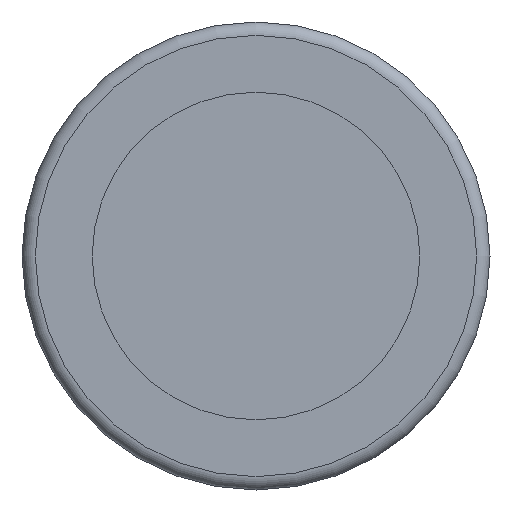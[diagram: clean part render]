
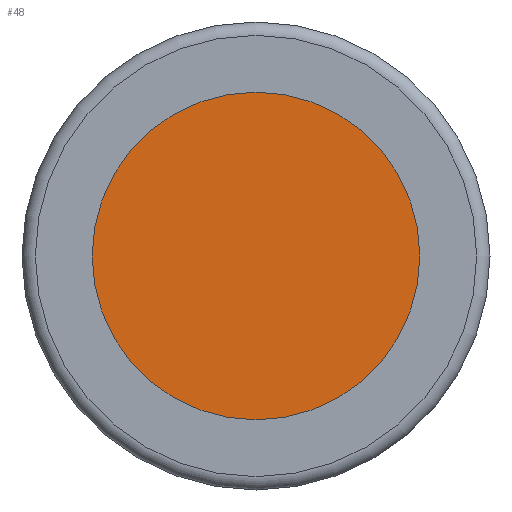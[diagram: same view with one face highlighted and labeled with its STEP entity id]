
A CAD part, front view. The second image highlights one B-rep face of the part: STEP entity #48.
In plain terms, the highlighted planar face has unit normal (0, -1, 0).
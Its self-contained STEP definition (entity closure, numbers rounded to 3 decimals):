
#48 = ADVANCED_FACE( '', ( #101 ), #102, .F. );
#101 = FACE_OUTER_BOUND( '', #162, .T. );
#102 = PLANE( '', #163 );
#162 = EDGE_LOOP( '', ( #227 ) );
#163 = AXIS2_PLACEMENT_3D( '', #228, #229, #230 );
#227 = ORIENTED_EDGE( '', *, *, #291, .T. );
#228 = CARTESIAN_POINT( '', ( -5.6, 0.85, 0. ) );
#229 = DIRECTION( '', ( 0., 1., 0. ) );
#230 = DIRECTION( '', ( 0., 0., 1. ) );
#291 = EDGE_CURVE( '', #324, #324, #325, .T. );
#324 = VERTEX_POINT( '', #362 );
#325 = CIRCLE( '', #363, 5.6 );
#362 = CARTESIAN_POINT( '', ( 0., 0.85, -5.6 ) );
#363 = AXIS2_PLACEMENT_3D( '', #400, #401, #402 );
#400 = CARTESIAN_POINT( '', ( 0., 0.85, 0. ) );
#401 = DIRECTION( '', ( 0., -1., 0. ) );
#402 = DIRECTION( '', ( 0., 0., -1. ) );
